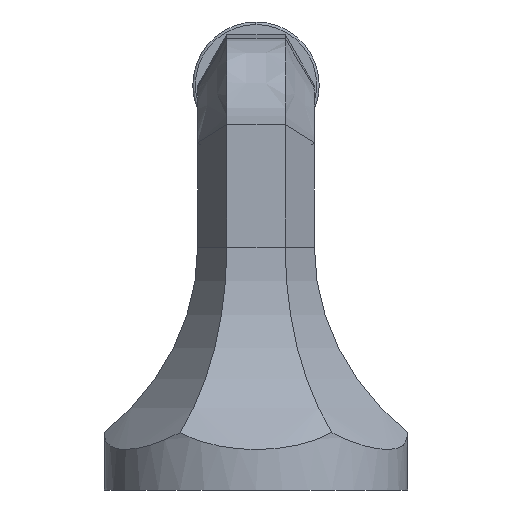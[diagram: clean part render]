
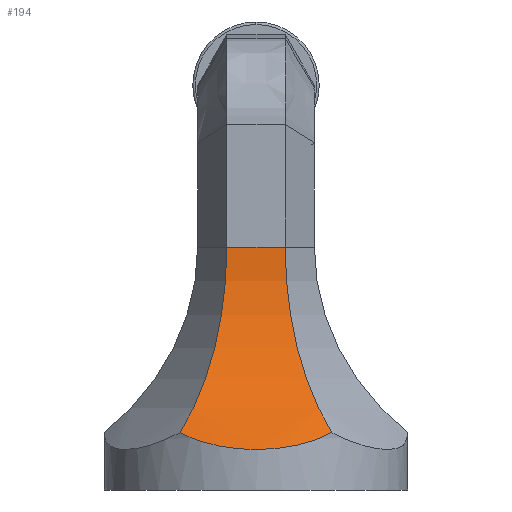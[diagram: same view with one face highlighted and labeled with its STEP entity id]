
A CAD part, left-side view. The second image highlights one B-rep face of the part: STEP entity #194.
In plain terms, the highlighted cylindrical face has radius 50 mm (diameter 100 mm), a partial arc.
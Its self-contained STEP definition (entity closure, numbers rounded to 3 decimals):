
#27 = VERTEX_POINT ( 'NONE', #997 ) ;
#68 = ORIENTED_EDGE ( 'NONE', *, *, #84, .F. ) ;
#84 = EDGE_CURVE ( 'NONE', #27, #1490, #839, .T. ) ;
#97 = VERTEX_POINT ( 'NONE', #1663 ) ;
#118 = CARTESIAN_POINT ( 'NONE',  ( -10., 48., -5.774 ) ) ;
#119 = CARTESIAN_POINT ( 'NONE',  ( -10., 33.89, -5.774 ) ) ;
#121 = B_SPLINE_CURVE_WITH_KNOTS ( 'NONE', 3,
 ( #1532, #1363, #1791, #1808, #1758, #1724, #1697, #1780, #1750, #1768, #1765, #1680, #1651, #1631, #1683, #1556, #1046, #1671, #1372, #1320, #1237, #1544, #1542, #1470, #1454, #1421 ),
 .UNSPECIFIED., .F., .F.,
 ( 4, 2, 2, 2, 2, 2, 2, 2, 2, 2, 2, 2, 4 ),
 ( 0.003, 0.007, 0.009, 0.011, 0.015, 0.017, 0.019, 0.024, 0.026, 0.028, 0.032, 0.034, 0.036 ),
 .UNSPECIFIED. ) ;
#128 = CARTESIAN_POINT ( 'NONE',  ( -25.981, 11.357, -15. ) ) ;
#189 = CARTESIAN_POINT ( 'NONE',  ( -15.64, 20.957, -9.03 ) ) ;
#194 = ADVANCED_FACE ( 'NONE', ( #1271 ), #1591, .F. ) ;
#242 = CARTESIAN_POINT ( 'NONE',  ( -10., 48., 5.774 ) ) ;
#403 = CARTESIAN_POINT ( 'NONE',  ( -25.981, 11.357, -15. ) ) ;
#434 = EDGE_CURVE ( 'NONE', #97, #1490, #1309, .T. ) ;
#505 = AXIS2_PLACEMENT_3D ( 'NONE', #1366, #1230, #1776 ) ;
#526 = CARTESIAN_POINT ( 'NONE',  ( -10., 33.89, 5.774 ) ) ;
#541 =( BOUNDED_CURVE ( )  B_SPLINE_CURVE ( 3, ( #128, #189, #119, #118 ),
 .UNSPECIFIED., .F., .F. ) 
 B_SPLINE_CURVE_WITH_KNOTS ( ( 4, 4 ),
 ( 5.461, 6.283 ),
 .UNSPECIFIED. ) 
 CURVE ( )  GEOMETRIC_REPRESENTATION_ITEM ( )  RATIONAL_B_SPLINE_CURVE ( ( 1., 0.944, 0.944, 1. ) ) 
 REPRESENTATION_ITEM ( '' )  );
#642 = ORIENTED_EDGE ( 'NONE', *, *, #434, .T. ) ;
#753 = EDGE_CURVE ( 'NONE', #97, #1382, #121, .T. ) ;
#839 = LINE ( 'NONE', #1378, #1349 ) ;
#997 = CARTESIAN_POINT ( 'NONE',  ( -10., 48., -5.774 ) ) ;
#1012 = EDGE_LOOP ( 'NONE', ( #1722, #642, #68, #1536 ) ) ;
#1046 = CARTESIAN_POINT ( 'NONE',  ( -29.527, 8.359, -5.346 ) ) ;
#1230 = DIRECTION ( 'NONE',  ( 0., 0., 1. ) ) ;
#1237 = CARTESIAN_POINT ( 'NONE',  ( -28.157, 9.445, -10.431 ) ) ;
#1271 = FACE_OUTER_BOUND ( 'NONE', #1012, .T. ) ;
#1309 =( BOUNDED_CURVE ( )  B_SPLINE_CURVE ( 3, ( #1412, #1335, #526, #1401 ),
 .UNSPECIFIED., .F., .F. ) 
 B_SPLINE_CURVE_WITH_KNOTS ( ( 4, 4 ),
 ( 5.461, 6.283 ),
 .UNSPECIFIED. ) 
 CURVE ( )  GEOMETRIC_REPRESENTATION_ITEM ( )  RATIONAL_B_SPLINE_CURVE ( ( 1., 0.944, 0.944, 1. ) ) 
 REPRESENTATION_ITEM ( '' )  );
#1320 = CARTESIAN_POINT ( 'NONE',  ( -28.583, 9.1, -9.205 ) ) ;
#1335 = CARTESIAN_POINT ( 'NONE',  ( -15.64, 20.957, 9.03 ) ) ;
#1349 = VECTOR ( 'NONE', #1601, 1000. ) ;
#1363 = CARTESIAN_POINT ( 'NONE',  ( -26.59, 10.792, 13.945 ) ) ;
#1366 = CARTESIAN_POINT ( 'NONE',  ( -60., 48., -38.482 ) ) ;
#1372 = CARTESIAN_POINT ( 'NONE',  ( -29.105, 8.686, -7.302 ) ) ;
#1378 = CARTESIAN_POINT ( 'NONE',  ( -10., 48., -38.482 ) ) ;
#1382 = VERTEX_POINT ( 'NONE', #403 ) ;
#1401 = CARTESIAN_POINT ( 'NONE',  ( -10., 48., 5.774 ) ) ;
#1412 = CARTESIAN_POINT ( 'NONE',  ( -25.981, 11.357, 15. ) ) ;
#1421 = CARTESIAN_POINT ( 'NONE',  ( -25.981, 11.357, -15. ) ) ;
#1454 = CARTESIAN_POINT ( 'NONE',  ( -26.287, 11.073, -14.47 ) ) ;
#1470 = CARTESIAN_POINT ( 'NONE',  ( -26.581, 10.807, -13.922 ) ) ;
#1490 = VERTEX_POINT ( 'NONE', #242 ) ;
#1532 = CARTESIAN_POINT ( 'NONE',  ( -25.981, 11.357, 15. ) ) ;
#1536 = ORIENTED_EDGE ( 'NONE', *, *, #1546, .F. ) ;
#1542 = CARTESIAN_POINT ( 'NONE',  ( -27.143, 10.31, -12.793 ) ) ;
#1544 = CARTESIAN_POINT ( 'NONE',  ( -27.411, 10.078, -12.209 ) ) ;
#1546 = EDGE_CURVE ( 'NONE', #1382, #27, #541, .T. ) ;
#1556 = CARTESIAN_POINT ( 'NONE',  ( -29.641, 8.272, -4.678 ) ) ;
#1591 = CYLINDRICAL_SURFACE ( 'NONE', #505, 50. ) ;
#1601 = DIRECTION ( 'NONE',  ( 0., 0., 1. ) ) ;
#1631 = CARTESIAN_POINT ( 'NONE',  ( -30., 8., -1.339 ) ) ;
#1651 = CARTESIAN_POINT ( 'NONE',  ( -30., 8., 0.677 ) ) ;
#1663 = CARTESIAN_POINT ( 'NONE',  ( -25.981, 11.357, 15. ) ) ;
#1671 = CARTESIAN_POINT ( 'NONE',  ( -29.26, 8.566, -6.657 ) ) ;
#1680 = CARTESIAN_POINT ( 'NONE',  ( -29.977, 8.017, 1.35 ) ) ;
#1683 = CARTESIAN_POINT ( 'NONE',  ( -29.911, 8.067, -2.677 ) ) ;
#1697 = CARTESIAN_POINT ( 'NONE',  ( -28.755, 8.964, 8.577 ) ) ;
#1722 = ORIENTED_EDGE ( 'NONE', *, *, #753, .F. ) ;
#1724 = CARTESIAN_POINT ( 'NONE',  ( -28.561, 9.12, 9.203 ) ) ;
#1750 = CARTESIAN_POINT ( 'NONE',  ( -29.545, 8.345, 5.377 ) ) ;
#1758 = CARTESIAN_POINT ( 'NONE',  ( -28.134, 9.469, 10.437 ) ) ;
#1765 = CARTESIAN_POINT ( 'NONE',  ( -29.886, 8.086, 2.699 ) ) ;
#1768 = CARTESIAN_POINT ( 'NONE',  ( -29.817, 8.138, 3.377 ) ) ;
#1776 = DIRECTION ( 'NONE',  ( -1., 0., 0. ) ) ;
#1780 = CARTESIAN_POINT ( 'NONE',  ( -29.277, 8.55, 6.677 ) ) ;
#1791 = CARTESIAN_POINT ( 'NONE',  ( -27.15, 10.3, 12.827 ) ) ;
#1808 = CARTESIAN_POINT ( 'NONE',  ( -27.899, 9.664, 11.048 ) ) ;
